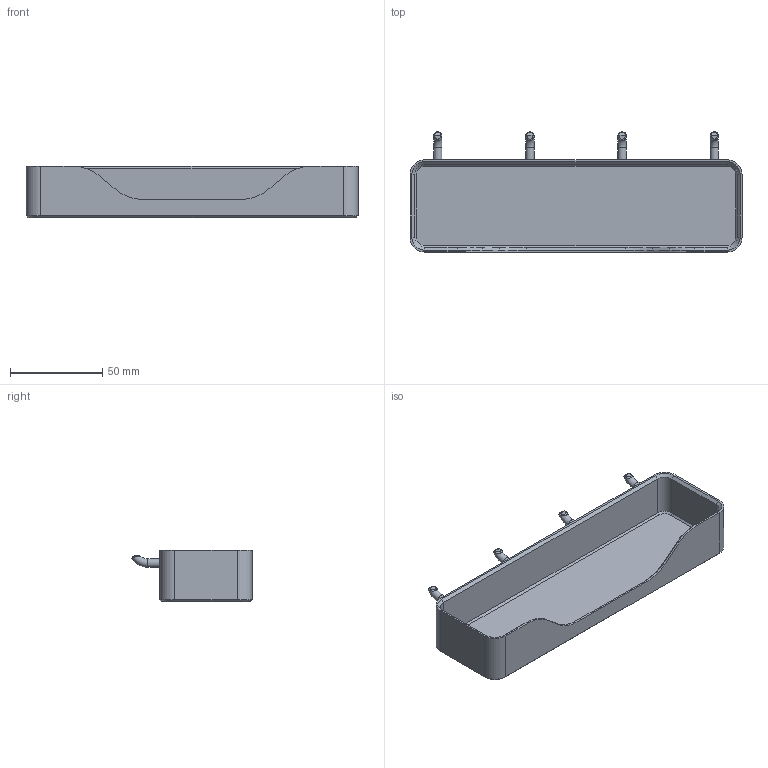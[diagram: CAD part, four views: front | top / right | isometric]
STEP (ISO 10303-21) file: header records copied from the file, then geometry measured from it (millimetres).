
FILE_DESCRIPTION(/* description */ (''),/* implementation_level */ '2;1');
FILE_NAME(/* name */ 'pegboard_tray_25mmpitch_rev1.step',/* time_stamp */ '2020-11-06T18:04:58+09:00',/* author */ (''),/* organization */ (''),/* preprocessor_version */ 'ST-DEVELOPER v18.1',/* originating_system */ 'Autodesk Translation Framework v9.3.0.1241',/* authorisation */ '');
FILE_SCHEMA (('AUTOMOTIVE_DESIGN { 1 0 10303 214 3 1 1 }'));
Length unit declared in the file: millimetre
Products named in the file (1): tool_tray
Bounding box: 180 x 65.11 x 28 mm (x, y, z)
Volume: 50534.5 mm3; surface area: 37791 mm2
Topology: 1 solids, 1 shells, 82 faces, 188 edges, 112 vertices
Faces by surface type: plane 38, cylinder 16, cone 16, bspline 8, torus 4
Full cylindrical faces by diameter (mm): 4.5 x4
Entity records: 3782 total; most frequent: CARTESIAN_POINT 1927, ORIENTED_EDGE 376, DIRECTION 366, EDGE_CURVE 188, AXIS2_PLACEMENT_3D 131, VERTEX_POINT 112, LINE 104, VECTOR 104
